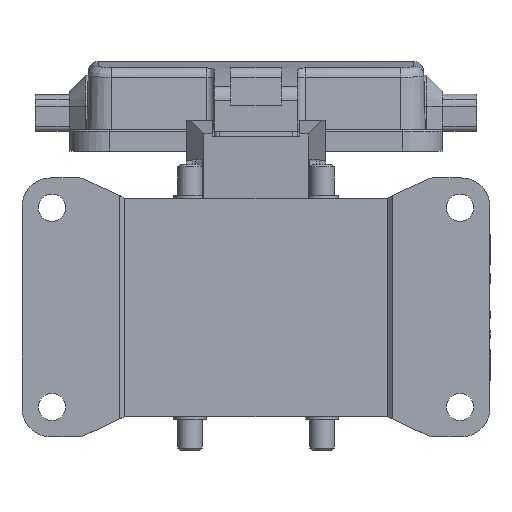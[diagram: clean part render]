
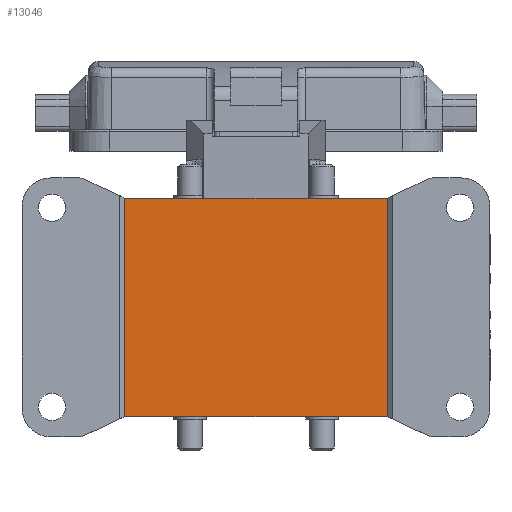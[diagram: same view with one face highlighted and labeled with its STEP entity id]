
A CAD part, front view. The second image highlights one B-rep face of the part: STEP entity #13046.
In plain terms, the highlighted planar face has unit normal (0, -1, 0).
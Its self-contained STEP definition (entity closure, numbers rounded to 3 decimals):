
#467 = PLANE ( 'NONE',  #14068 ) ;
#468 = CARTESIAN_POINT ( 'NONE',  ( 0., -52.5, 0. ) ) ;
#469 = DIRECTION ( 'NONE',  ( 0., -1., 0. ) ) ;
#470 = DIRECTION ( 'NONE',  ( 0., 0., -1. ) ) ;
#1315 = VECTOR ( 'NONE', #16749, 1000. ) ;
#3534 = VECTOR ( 'NONE', #15486, 1000. ) ;
#3783 = LINE ( 'NONE', #3784, #19709 ) ;
#3784 = CARTESIAN_POINT ( 'NONE',  ( -35., -52.5, -26. ) ) ;
#3785 = DIRECTION ( 'NONE',  ( -0.904, 0., -0.427 ) ) ;
#3786 = LINE ( 'NONE', #3787, #19710 ) ;
#3787 = CARTESIAN_POINT ( 'NONE',  ( -26.422, -52.5, 0. ) ) ;
#3788 = DIRECTION ( 'NONE',  ( 0., 0., -1. ) ) ;
#3789 = LINE ( 'NONE', #3790, #19711 ) ;
#3790 = CARTESIAN_POINT ( 'NONE',  ( 35., -52.5, 26. ) ) ;
#3791 = DIRECTION ( 'NONE',  ( 0.904, 0., 0.427 ) ) ;
#3792 = LINE ( 'NONE', #3793, #19712 ) ;
#3793 = CARTESIAN_POINT ( 'NONE',  ( 26.404, -52.5, -21.941 ) ) ;
#3794 = DIRECTION ( 'NONE',  ( 0.904, 0., -0.427 ) ) ;
#3795 = LINE ( 'NONE', #3796, #19713 ) ;
#3796 = CARTESIAN_POINT ( 'NONE',  ( 26.422, -52.5, 0. ) ) ;
#3797 = DIRECTION ( 'NONE',  ( 0., 0., 1. ) ) ;
#3798 = LINE ( 'NONE', #3799, #19715 ) ;
#3799 = CARTESIAN_POINT ( 'NONE',  ( -26., -52.5, 21.75 ) ) ;
#3800 = DIRECTION ( 'NONE',  ( 0.904, 0., -0.427 ) ) ;
#6523 = EDGE_CURVE ( 'NONE', #21116, #21209, #3783, .T. ) ;
#6524 = EDGE_CURVE ( 'NONE', #21206, #21209, #3786, .T. ) ;
#6525 = EDGE_CURVE ( 'NONE', #21043, #21208, #3789, .T. ) ;
#6526 = EDGE_CURVE ( 'NONE', #22039, #21207, #3792, .T. ) ;
#6527 = EDGE_CURVE ( 'NONE', #21207, #21208, #3795, .T. ) ;
#6528 = EDGE_CURVE ( 'NONE', #21206, #21042, #3798, .T. ) ;
#10302 = CARTESIAN_POINT ( 'NONE',  ( -26.404, -52.5, 21.941 ) ) ;
#10303 = CARTESIAN_POINT ( 'NONE',  ( 26.404, -52.5, 21.941 ) ) ;
#10376 = CARTESIAN_POINT ( 'NONE',  ( -26.404, -52.5, -21.941 ) ) ;
#10466 = CARTESIAN_POINT ( 'NONE',  ( -26.422, -52.5, 21.949 ) ) ;
#10467 = CARTESIAN_POINT ( 'NONE',  ( 26.422, -52.5, -21.949 ) ) ;
#10468 = CARTESIAN_POINT ( 'NONE',  ( 26.422, -52.5, 21.949 ) ) ;
#10469 = CARTESIAN_POINT ( 'NONE',  ( -26.422, -52.5, -21.949 ) ) ;
#13046 = ADVANCED_FACE ( 'NONE', ( #14065 ), #467, .T. ) ;
#14065 = FACE_OUTER_BOUND ( 'NONE', #18064, .T. ) ;
#14068 = AXIS2_PLACEMENT_3D ( 'NONE', #468, #469, #470 ) ;
#15484 = LINE ( 'NONE', #15485, #3534 ) ;
#15485 = CARTESIAN_POINT ( 'NONE',  ( 30.935, -52.5, -21.941 ) ) ;
#15486 = DIRECTION ( 'NONE',  ( -1., 0., 0. ) ) ;
#16747 = LINE ( 'NONE', #16748, #1315 ) ;
#16748 = CARTESIAN_POINT ( 'NONE',  ( 0., -52.5, 21.941 ) ) ;
#16749 = DIRECTION ( 'NONE',  ( -1., 0., 0. ) ) ;
#18064 = EDGE_LOOP ( 'NONE', ( #20936, #20988, #20930, #20997, #21009, #21004, #21025, #21018 ) ) ;
#19709 = VECTOR ( 'NONE', #3785, 1000. ) ;
#19710 = VECTOR ( 'NONE', #3788, 1000. ) ;
#19711 = VECTOR ( 'NONE', #3791, 1000. ) ;
#19712 = VECTOR ( 'NONE', #3794, 1000. ) ;
#19713 = VECTOR ( 'NONE', #3797, 1000. ) ;
#19715 = VECTOR ( 'NONE', #3800, 1000. ) ;
#20449 = EDGE_CURVE ( 'NONE', #22039, #21116, #15484, .T. ) ;
#20647 = EDGE_CURVE ( 'NONE', #21043, #21042, #16747, .T. ) ;
#20930 = ORIENTED_EDGE ( 'NONE', *, *, #6525, .F. ) ;
#20936 = ORIENTED_EDGE ( 'NONE', *, *, #6526, .T. ) ;
#20988 = ORIENTED_EDGE ( 'NONE', *, *, #6527, .T. ) ;
#20997 = ORIENTED_EDGE ( 'NONE', *, *, #20647, .T. ) ;
#21004 = ORIENTED_EDGE ( 'NONE', *, *, #6524, .T. ) ;
#21009 = ORIENTED_EDGE ( 'NONE', *, *, #6528, .F. ) ;
#21018 = ORIENTED_EDGE ( 'NONE', *, *, #20449, .F. ) ;
#21025 = ORIENTED_EDGE ( 'NONE', *, *, #6523, .F. ) ;
#21042 = VERTEX_POINT ( 'NONE', #10302 ) ;
#21043 = VERTEX_POINT ( 'NONE', #10303 ) ;
#21116 = VERTEX_POINT ( 'NONE', #10376 ) ;
#21206 = VERTEX_POINT ( 'NONE', #10466 ) ;
#21207 = VERTEX_POINT ( 'NONE', #10467 ) ;
#21208 = VERTEX_POINT ( 'NONE', #10468 ) ;
#21209 = VERTEX_POINT ( 'NONE', #10469 ) ;
#22039 = VERTEX_POINT ( 'NONE', #22997 ) ;
#22997 = CARTESIAN_POINT ( 'NONE',  ( 26.404, -52.5, -21.941 ) ) ;
